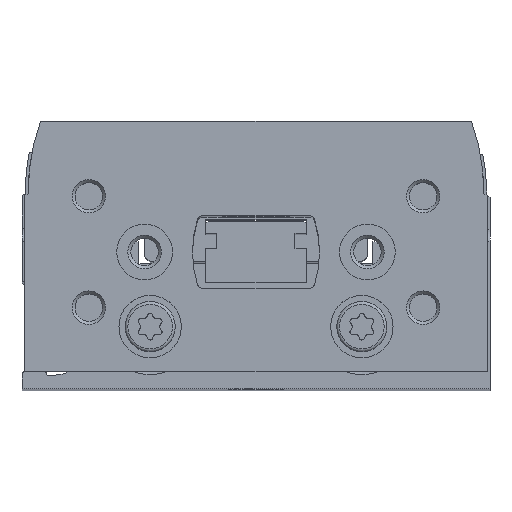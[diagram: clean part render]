
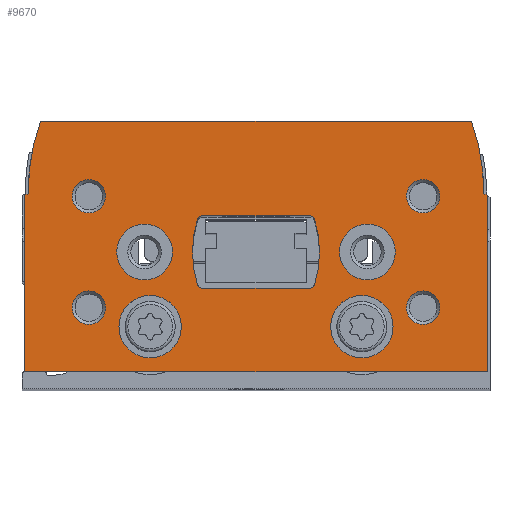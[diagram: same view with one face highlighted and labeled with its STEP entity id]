
A CAD part, top view. The second image highlights one B-rep face of the part: STEP entity #9670.
In plain terms, the highlighted planar face has unit normal (0, 0, 1).
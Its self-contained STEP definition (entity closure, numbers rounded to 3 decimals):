
#432=LINE('',#15006,#942);
#437=LINE('',#15016,#947);
#455=LINE('',#15062,#965);
#461=LINE('',#15074,#971);
#475=LINE('',#15151,#985);
#477=LINE('',#15154,#987);
#478=LINE('',#15188,#988);
#479=LINE('',#15208,#989);
#942=VECTOR('',#12383,1000.);
#947=VECTOR('',#12390,1000.);
#965=VECTOR('',#12426,1000.);
#971=VECTOR('',#12436,1000.);
#985=VECTOR('',#12496,1000.);
#987=VECTOR('',#12500,1000.);
#988=VECTOR('',#12535,1000.);
#989=VECTOR('',#12556,1000.);
#1250=PLANE('',#10524);
#2561=ORIENTED_EDGE('',*,*,#4206,.F.);
#2562=ORIENTED_EDGE('',*,*,#4207,.F.);
#2563=ORIENTED_EDGE('',*,*,#4208,.F.);
#2564=ORIENTED_EDGE('',*,*,#4209,.F.);
#2565=ORIENTED_EDGE('',*,*,#4210,.T.);
#2566=ORIENTED_EDGE('',*,*,#4211,.T.);
#2567=ORIENTED_EDGE('',*,*,#4212,.T.);
#2568=ORIENTED_EDGE('',*,*,#4213,.T.);
#2569=ORIENTED_EDGE('',*,*,#4165,.F.);
#2570=ORIENTED_EDGE('',*,*,#4186,.F.);
#2571=ORIENTED_EDGE('',*,*,#4177,.F.);
#2572=ORIENTED_EDGE('',*,*,#4174,.F.);
#2573=ORIENTED_EDGE('',*,*,#4214,.F.);
#2574=ORIENTED_EDGE('',*,*,#4215,.F.);
#2575=ORIENTED_EDGE('',*,*,#4216,.F.);
#2576=ORIENTED_EDGE('',*,*,#4168,.F.);
#2577=ORIENTED_EDGE('',*,*,#4152,.T.);
#2578=ORIENTED_EDGE('',*,*,#4146,.T.);
#2579=ORIENTED_EDGE('',*,*,#4188,.T.);
#2580=ORIENTED_EDGE('',*,*,#4117,.T.);
#2581=ORIENTED_EDGE('',*,*,#4122,.T.);
#2582=ORIENTED_EDGE('',*,*,#4126,.T.);
#2583=ORIENTED_EDGE('',*,*,#4205,.T.);
#2584=ORIENTED_EDGE('',*,*,#4158,.T.);
#4117=EDGE_CURVE('',#5057,#5056,#432,.T.);
#4122=EDGE_CURVE('',#5056,#5060,#437,.T.);
#4126=EDGE_CURVE('',#5060,#5062,#5672,.T.);
#4146=EDGE_CURVE('',#5077,#5079,#455,.T.);
#4152=EDGE_CURVE('',#5083,#5077,#461,.T.);
#4158=EDGE_CURVE('',#5088,#5083,#5678,.T.);
#4165=EDGE_CURVE('',#5092,#5093,#5681,.T.);
#4168=EDGE_CURVE('',#5093,#5094,#5682,.T.);
#4174=EDGE_CURVE('',#5098,#5099,#5685,.T.);
#4177=EDGE_CURVE('',#5099,#5101,#5686,.T.);
#4186=EDGE_CURVE('',#5101,#5092,#475,.T.);
#4188=EDGE_CURVE('',#5079,#5057,#477,.T.);
#4205=EDGE_CURVE('',#5062,#5088,#478,.T.);
#4206=EDGE_CURVE('',#5124,#5124,#5709,.T.);
#4207=EDGE_CURVE('',#5125,#5125,#5710,.T.);
#4208=EDGE_CURVE('',#5126,#5126,#5711,.T.);
#4209=EDGE_CURVE('',#5127,#5127,#5712,.T.);
#4210=EDGE_CURVE('',#5128,#5128,#5713,.T.);
#4211=EDGE_CURVE('',#5129,#5129,#5714,.T.);
#4212=EDGE_CURVE('',#5130,#5130,#5715,.T.);
#4213=EDGE_CURVE('',#5131,#5131,#5716,.T.);
#4214=EDGE_CURVE('',#5132,#5098,#5717,.T.);
#4215=EDGE_CURVE('',#5133,#5132,#479,.T.);
#4216=EDGE_CURVE('',#5094,#5133,#5718,.T.);
#5056=VERTEX_POINT('',#15005);
#5057=VERTEX_POINT('',#15007);
#5060=VERTEX_POINT('',#15015);
#5062=VERTEX_POINT('',#15022);
#5077=VERTEX_POINT('',#15056);
#5079=VERTEX_POINT('',#15061);
#5083=VERTEX_POINT('',#15072);
#5088=VERTEX_POINT('',#15087);
#5092=VERTEX_POINT('',#15101);
#5093=VERTEX_POINT('',#15103);
#5094=VERTEX_POINT('',#15111);
#5098=VERTEX_POINT('',#15124);
#5099=VERTEX_POINT('',#15126);
#5101=VERTEX_POINT('',#15135);
#5124=VERTEX_POINT('',#15191);
#5125=VERTEX_POINT('',#15193);
#5126=VERTEX_POINT('',#15195);
#5127=VERTEX_POINT('',#15197);
#5128=VERTEX_POINT('',#15199);
#5129=VERTEX_POINT('',#15201);
#5130=VERTEX_POINT('',#15203);
#5131=VERTEX_POINT('',#15205);
#5132=VERTEX_POINT('',#15207);
#5133=VERTEX_POINT('',#15209);
#5672=CIRCLE('',#10474,19.5);
#5678=CIRCLE('',#10486,19.5);
#5681=CIRCLE('',#10490,0.5);
#5682=CIRCLE('',#10492,10.);
#5685=CIRCLE('',#10496,10.);
#5686=CIRCLE('',#10498,0.5);
#5709=CIRCLE('',#10525,2.8);
#5710=CIRCLE('',#10526,2.8);
#5711=CIRCLE('',#10527,2.5);
#5712=CIRCLE('',#10528,2.5);
#5713=CIRCLE('',#10529,1.5);
#5714=CIRCLE('',#10530,1.5);
#5715=CIRCLE('',#10531,1.5);
#5716=CIRCLE('',#10532,1.5);
#5717=CIRCLE('',#10533,0.5);
#5718=CIRCLE('',#10534,0.5);
#6320=EDGE_LOOP('',(#2561));
#6321=EDGE_LOOP('',(#2562));
#6322=EDGE_LOOP('',(#2563));
#6323=EDGE_LOOP('',(#2564));
#6324=EDGE_LOOP('',(#2565));
#6325=EDGE_LOOP('',(#2566));
#6326=EDGE_LOOP('',(#2567));
#6327=EDGE_LOOP('',(#2568));
#6328=EDGE_LOOP('',(#2569,#2570,#2571,#2572,#2573,#2574,#2575,#2576));
#6329=EDGE_LOOP('',(#2577,#2578,#2579,#2580,#2581,#2582,#2583,#2584));
#7066=FACE_BOUND('',#6320,.T.);
#7067=FACE_BOUND('',#6321,.T.);
#7068=FACE_BOUND('',#6322,.T.);
#7069=FACE_BOUND('',#6323,.T.);
#7070=FACE_BOUND('',#6324,.T.);
#7071=FACE_BOUND('',#6325,.T.);
#7072=FACE_BOUND('',#6326,.T.);
#7073=FACE_BOUND('',#6327,.T.);
#7074=FACE_BOUND('',#6328,.T.);
#7075=FACE_BOUND('',#6329,.T.);
#9670=ADVANCED_FACE('',(#7066,#7067,#7068,#7069,#7070,#7071,#7072,#7073,
#7074,#7075),#1250,.T.);
#10474=AXIS2_PLACEMENT_3D('',#15023,#12397,#12398);
#10486=AXIS2_PLACEMENT_3D('',#15086,#12447,#12448);
#10490=AXIS2_PLACEMENT_3D('',#15102,#12458,#12459);
#10492=AXIS2_PLACEMENT_3D('',#15110,#12463,#12464);
#10496=AXIS2_PLACEMENT_3D('',#15125,#12473,#12474);
#10498=AXIS2_PLACEMENT_3D('',#15134,#12478,#12479);
#10524=AXIS2_PLACEMENT_3D('',#15189,#12536,#12537);
#10525=AXIS2_PLACEMENT_3D('',#15190,#12538,#12539);
#10526=AXIS2_PLACEMENT_3D('',#15192,#12540,#12541);
#10527=AXIS2_PLACEMENT_3D('',#15194,#12542,#12543);
#10528=AXIS2_PLACEMENT_3D('',#15196,#12544,#12545);
#10529=AXIS2_PLACEMENT_3D('',#15198,#12546,#12547);
#10530=AXIS2_PLACEMENT_3D('',#15200,#12548,#12549);
#10531=AXIS2_PLACEMENT_3D('',#15202,#12550,#12551);
#10532=AXIS2_PLACEMENT_3D('',#15204,#12552,#12553);
#10533=AXIS2_PLACEMENT_3D('',#15206,#12554,#12555);
#10534=AXIS2_PLACEMENT_3D('',#15210,#12557,#12558);
#12383=DIRECTION('',(0.,1.,0.));
#12390=DIRECTION('',(-0.866,0.5,0.));
#12397=DIRECTION('',(0.,0.,1.));
#12398=DIRECTION('',(1.,0.,0.));
#12426=DIRECTION('',(0.,-1.,0.));
#12436=DIRECTION('',(-0.866,-0.5,0.));
#12447=DIRECTION('',(0.,0.,1.));
#12448=DIRECTION('',(1.,0.,0.));
#12458=DIRECTION('',(0.,0.,1.));
#12459=DIRECTION('',(1.,0.,0.));
#12463=DIRECTION('',(0.,0.,1.));
#12464=DIRECTION('',(1.,0.,0.));
#12473=DIRECTION('',(0.,0.,1.));
#12474=DIRECTION('',(1.,0.,0.));
#12478=DIRECTION('',(0.,0.,1.));
#12479=DIRECTION('',(1.,0.,0.));
#12496=DIRECTION('',(-1.,0.,0.));
#12500=DIRECTION('',(1.,0.,0.));
#12535=DIRECTION('',(-1.,0.,0.));
#12536=DIRECTION('',(0.,0.,1.));
#12537=DIRECTION('',(1.,0.,0.));
#12538=DIRECTION('',(0.,0.,1.));
#12539=DIRECTION('',(1.,0.,0.));
#12540=DIRECTION('',(0.,0.,1.));
#12541=DIRECTION('',(1.,0.,0.));
#12542=DIRECTION('',(0.,0.,1.));
#12543=DIRECTION('',(1.,0.,0.));
#12544=DIRECTION('',(0.,0.,1.));
#12545=DIRECTION('',(1.,0.,0.));
#12546=DIRECTION('',(0.,0.,-1.));
#12547=DIRECTION('',(-1.,0.,0.));
#12548=DIRECTION('',(0.,0.,-1.));
#12549=DIRECTION('',(-1.,0.,0.));
#12550=DIRECTION('',(0.,0.,-1.));
#12551=DIRECTION('',(-1.,0.,0.));
#12552=DIRECTION('',(0.,0.,-1.));
#12553=DIRECTION('',(-1.,0.,0.));
#12554=DIRECTION('',(0.,0.,1.));
#12555=DIRECTION('',(1.,0.,0.));
#12556=DIRECTION('',(1.,0.,0.));
#12557=DIRECTION('',(0.,0.,1.));
#12558=DIRECTION('',(1.,0.,0.));
#15005=CARTESIAN_POINT('',(20.75,15.827,0.));
#15006=CARTESIAN_POINT('',(20.75,0.,0.));
#15007=CARTESIAN_POINT('',(20.75,0.,0.));
#15015=CARTESIAN_POINT('',(20.45,16.,0.));
#15016=CARTESIAN_POINT('',(20.75,15.827,0.));
#15022=CARTESIAN_POINT('',(19.335,22.5,0.));
#15023=CARTESIAN_POINT('',(0.95,16.,0.));
#15056=CARTESIAN_POINT('',(-20.75,15.827,0.));
#15061=CARTESIAN_POINT('',(-20.75,0.,0.));
#15062=CARTESIAN_POINT('',(-20.75,15.827,0.));
#15072=CARTESIAN_POINT('',(-20.45,16.,0.));
#15074=CARTESIAN_POINT('',(-20.45,16.,0.));
#15086=CARTESIAN_POINT('',(-0.95,16.,0.));
#15087=CARTESIAN_POINT('',(-19.335,22.5,0.));
#15101=CARTESIAN_POINT('',(-4.793,14.,0.));
#15102=CARTESIAN_POINT('',(-4.793,13.5,0.));
#15103=CARTESIAN_POINT('',(-5.272,13.645,0.));
#15110=CARTESIAN_POINT('',(4.3,10.75,0.));
#15111=CARTESIAN_POINT('',(-5.272,7.855,0.));
#15124=CARTESIAN_POINT('',(5.272,7.855,0.));
#15125=CARTESIAN_POINT('',(-4.3,10.75,0.));
#15126=CARTESIAN_POINT('',(5.272,13.645,0.));
#15134=CARTESIAN_POINT('',(4.793,13.5,0.));
#15135=CARTESIAN_POINT('',(4.793,14.,0.));
#15151=CARTESIAN_POINT('',(4.793,14.,0.));
#15154=CARTESIAN_POINT('',(-20.75,0.,0.));
#15188=CARTESIAN_POINT('',(19.335,22.5,0.));
#15189=CARTESIAN_POINT('',(0.95,16.,0.));
#15190=CARTESIAN_POINT('',(-9.5,4.05,0.));
#15191=CARTESIAN_POINT('',(-6.7,4.05,0.));
#15192=CARTESIAN_POINT('',(9.5,4.05,0.));
#15193=CARTESIAN_POINT('',(12.3,4.05,0.));
#15194=CARTESIAN_POINT('',(-10.,10.75,0.));
#15195=CARTESIAN_POINT('',(-7.5,10.75,0.));
#15196=CARTESIAN_POINT('',(10.,10.75,0.));
#15197=CARTESIAN_POINT('',(12.5,10.75,0.));
#15198=CARTESIAN_POINT('',(15.,5.75,0.));
#15199=CARTESIAN_POINT('',(13.5,5.75,0.));
#15200=CARTESIAN_POINT('',(-15.,5.75,0.));
#15201=CARTESIAN_POINT('',(-16.5,5.75,0.));
#15202=CARTESIAN_POINT('',(-15.,15.75,0.));
#15203=CARTESIAN_POINT('',(-16.5,15.75,0.));
#15204=CARTESIAN_POINT('',(15.,15.75,0.));
#15205=CARTESIAN_POINT('',(13.5,15.75,0.));
#15206=CARTESIAN_POINT('',(4.793,8.,0.));
#15207=CARTESIAN_POINT('',(4.793,7.5,0.));
#15208=CARTESIAN_POINT('',(-4.793,7.5,0.));
#15209=CARTESIAN_POINT('',(-4.793,7.5,0.));
#15210=CARTESIAN_POINT('',(-4.793,8.,0.));
